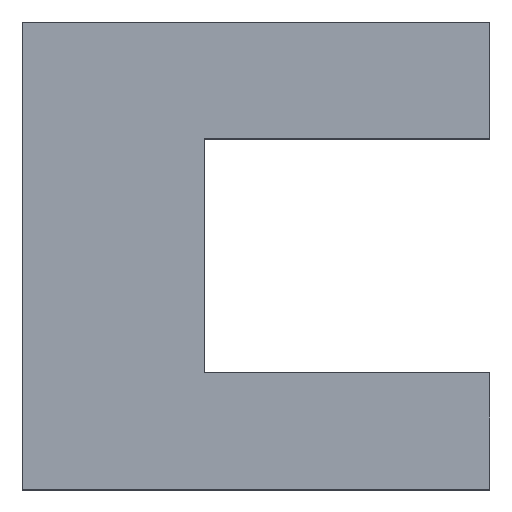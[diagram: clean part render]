
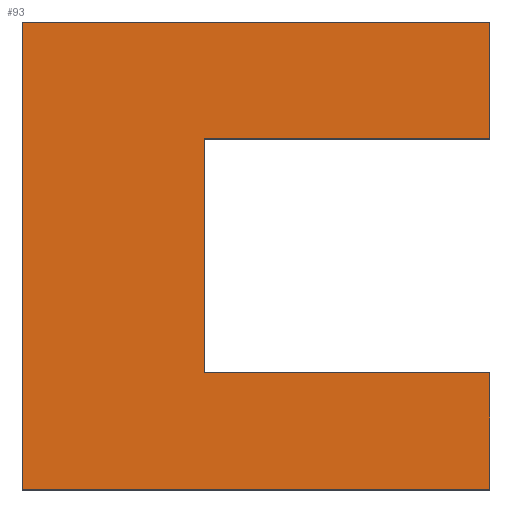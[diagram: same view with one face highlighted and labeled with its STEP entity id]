
A CAD part, top view. The second image highlights one B-rep face of the part: STEP entity #93.
In plain terms, the highlighted planar face has unit normal (0, 0, 1).
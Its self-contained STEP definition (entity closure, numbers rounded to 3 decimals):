
#93 = ADVANCED_FACE( '', ( #138 ), #139, .T. );
#138 = FACE_OUTER_BOUND( '', #183, .T. );
#139 = PLANE( '', #184 );
#183 = EDGE_LOOP( '', ( #327, #328, #329, #330, #331, #332, #333, #334 ) );
#184 = AXIS2_PLACEMENT_3D( '', #335, #336, #337 );
#327 = ORIENTED_EDGE( '', *, *, #385, .T. );
#328 = ORIENTED_EDGE( '', *, *, #364, .T. );
#329 = ORIENTED_EDGE( '', *, *, #368, .T. );
#330 = ORIENTED_EDGE( '', *, *, #371, .T. );
#331 = ORIENTED_EDGE( '', *, *, #374, .T. );
#332 = ORIENTED_EDGE( '', *, *, #377, .T. );
#333 = ORIENTED_EDGE( '', *, *, #380, .T. );
#334 = ORIENTED_EDGE( '', *, *, #383, .T. );
#335 = CARTESIAN_POINT( '', ( 0., 0., 10. ) );
#336 = DIRECTION( '', ( 0., 0., 1. ) );
#337 = DIRECTION( '', ( 1., 0., 0. ) );
#364 = EDGE_CURVE( '', #431, #429, #432, .T. );
#368 = EDGE_CURVE( '', #429, #436, #438, .T. );
#371 = EDGE_CURVE( '', #436, #441, #443, .T. );
#374 = EDGE_CURVE( '', #441, #446, #448, .T. );
#377 = EDGE_CURVE( '', #446, #451, #453, .T. );
#380 = EDGE_CURVE( '', #451, #456, #458, .T. );
#383 = EDGE_CURVE( '', #456, #461, #463, .T. );
#385 = EDGE_CURVE( '', #461, #431, #465, .T. );
#429 = VERTEX_POINT( '', #518 );
#431 = VERTEX_POINT( '', #521 );
#432 = LINE( '', #522, #523 );
#436 = VERTEX_POINT( '', #529 );
#438 = LINE( '', #532, #533 );
#441 = VERTEX_POINT( '', #537 );
#443 = LINE( '', #540, #541 );
#446 = VERTEX_POINT( '', #545 );
#448 = LINE( '', #548, #549 );
#451 = VERTEX_POINT( '', #553 );
#453 = LINE( '', #556, #557 );
#456 = VERTEX_POINT( '', #561 );
#458 = LINE( '', #564, #565 );
#461 = VERTEX_POINT( '', #569 );
#463 = LINE( '', #572, #573 );
#465 = LINE( '', #576, #577 );
#518 = CARTESIAN_POINT( '', ( 36., -9., 10. ) );
#521 = CARTESIAN_POINT( '', ( 36., -18., 10. ) );
#522 = CARTESIAN_POINT( '', ( 36., -18., 10. ) );
#523 = VECTOR( '', #636, 1. );
#529 = CARTESIAN_POINT( '', ( 14., -9., 10. ) );
#532 = CARTESIAN_POINT( '', ( 36., -9., 10. ) );
#533 = VECTOR( '', #640, 1. );
#537 = CARTESIAN_POINT( '', ( 14., 9., 10. ) );
#540 = CARTESIAN_POINT( '', ( 14., -9., 10. ) );
#541 = VECTOR( '', #643, 1. );
#545 = CARTESIAN_POINT( '', ( 36., 9., 10. ) );
#548 = CARTESIAN_POINT( '', ( 14., 9., 10. ) );
#549 = VECTOR( '', #646, 1. );
#553 = CARTESIAN_POINT( '', ( 36., 18., 10. ) );
#556 = CARTESIAN_POINT( '', ( 36., 9., 10. ) );
#557 = VECTOR( '', #649, 1. );
#561 = CARTESIAN_POINT( '', ( 0., 18., 10. ) );
#564 = CARTESIAN_POINT( '', ( 36., 18., 10. ) );
#565 = VECTOR( '', #652, 1. );
#569 = CARTESIAN_POINT( '', ( 0., -18., 10. ) );
#572 = CARTESIAN_POINT( '', ( 0., 18., 10. ) );
#573 = VECTOR( '', #655, 1. );
#576 = CARTESIAN_POINT( '', ( 0., -18., 10. ) );
#577 = VECTOR( '', #657, 1. );
#636 = DIRECTION( '', ( 0., 1., 0. ) );
#640 = DIRECTION( '', ( -1., 0., 0. ) );
#643 = DIRECTION( '', ( 0., 1., 0. ) );
#646 = DIRECTION( '', ( 1., 0., 0. ) );
#649 = DIRECTION( '', ( 0., 1., 0. ) );
#652 = DIRECTION( '', ( -1., 0., 0. ) );
#655 = DIRECTION( '', ( 0., -1., 0. ) );
#657 = DIRECTION( '', ( 1., 0., 0. ) );
